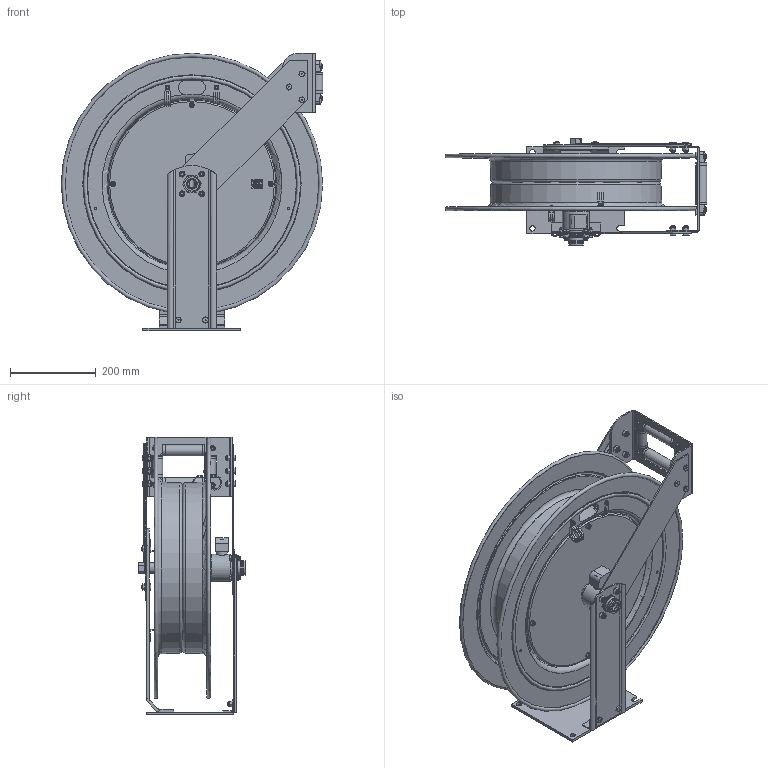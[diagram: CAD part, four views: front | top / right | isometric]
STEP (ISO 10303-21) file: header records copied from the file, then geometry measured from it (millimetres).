
FILE_DESCRIPTION(/* description */ (''),/* implementation_level */ '2;1');
FILE_NAME(/* name */ 'EZ-TSH-550_SHARED.stp',/* time_stamp */ '2020-01-24T09:56:04-07:00',/* author */ ('NMelton'),/* organization */ (''),/* preprocessor_version */ 'ST-DEVELOPER v17',/* originating_system */ 'Autodesk Inventor 2019',/* authorisation */ '');
FILE_SCHEMA (('AUTOMOTIVE_DESIGN { 1 0 10303 214 3 1 1 }'));
Products named in the file (1): EZ-TSH-550_SHARED
Bounding box: 609.89 x 248.92 x 647.73 mm (x, y, z)
Surface area: 2198995.1 mm2 (no closed solid volume)
Topology: 0 solids, 264 shells, 3043 faces, 13008 edges, 9827 vertices
Faces by surface type: plane 1510, cylinder 791, bspline 343, cone 266, torus 76, sphere 57
Full cylindrical faces by diameter (mm): 1.981 x2, 2.54 x1, 3.048 x1, 4.826 x2, 5.588 x2, 6.35 x4, 7.925 x4, 7.938 x12, 8.636 x4, 10.414 x1, 11.43 x12, 12.192 x16, 12.7 x2, 13.462 x1, 15.875 x1, 19.05 x2, 24.765 x1, 25.362 x1, 25.4 x12, 28.448 x1, 31.674 x1, 32.791 x2, 33.528 x1, 34.544 x4, 39.624 x1, 42.926 x1, 63.5 x1, 390.388 x1
Entity records: 141825 total; most frequent: CARTESIAN_POINT 39683, DIRECTION 18633, ORIENTED_EDGE 18620, EDGE_CURVE 12916, VERTEX_POINT 9827, LINE 6939, VECTOR 6939, AXIS2_PLACEMENT_3D 5847
